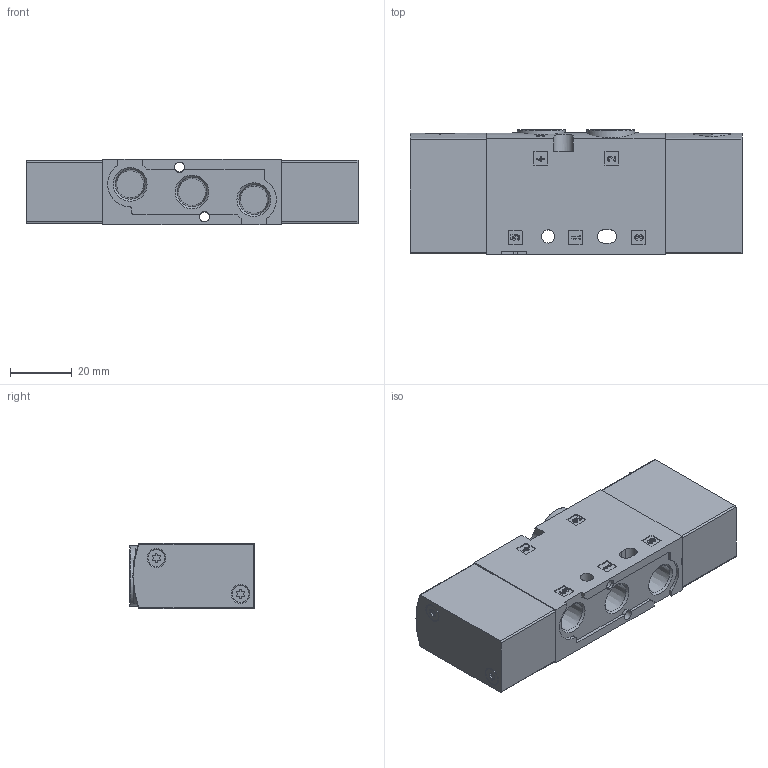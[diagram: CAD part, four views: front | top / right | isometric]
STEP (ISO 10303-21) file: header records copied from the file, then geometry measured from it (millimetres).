
FILE_DESCRIPTION(/* description */ ('STEP AP214'),/* implementation_level */ '2;1');
FILE_NAME(/* name */ '577536_VUWS-LT20-T32C-M-N18',/* time_stamp */ '2024-09-17T22:42:10+02:00',/* author */ ('License CC BY-ND 4.0'),/* organization */ ('CADENAS'),/* preprocessor_version */ 'ST-DEVELOPER v19.3',/* originating_system */ 'PARTsolutions',/* authorisation */ ' ');
FILE_SCHEMA (('AUTOMOTIVE_DESIGN {1 0 10303 214 3 1 1}'));
Length unit declared in the file: millimetre
Products named in the file (4): 577536 VUWS-LT20-T32C-M-N18; 761710 VUVS-L20-.5.-N18 HOUSING---(H---0_-); 8173295 VUVS-L20-G-COVER53---(C---NPT); 1537853 F-M3x35-10.9
Assembly tree (7 placements, depth 2):
  577536 VUWS-LT20-T32C-M-N18
    761710 VUVS-L20-.5.-N18 HOUSING---(H---0_-)
    8173295 VUVS-L20-G-COVER53---(C---NPT)  x2
    1537853 F-M3x35-10.9  x4
Bounding box: 107.4 x 40.4 x 21.1 mm (x, y, z)
Volume: 79417.8 mm3; surface area: 23551.3 mm2
Topology: 7 solids, 7 shells, 479 faces, 1238 edges, 808 vertices
Faces by surface type: plane 250, cylinder 177, cone 46, torus 6
Full cylindrical faces by diameter (mm): 2 x4, 2.459 x4, 2.6 x4, 3 x4, 3.2 x2, 3.35 x4, 4.134 x2, 4.3 x1, 5.5 x4, 15.6 x2
Entity records: 11502 total; most frequent: CARTESIAN_POINT 2037, DIRECTION 1969, ORIENTED_EDGE 1850, EDGE_CURVE 925, AXIS2_PLACEMENT_3D 669, VERTEX_POINT 647, LINE 631, VECTOR 631
